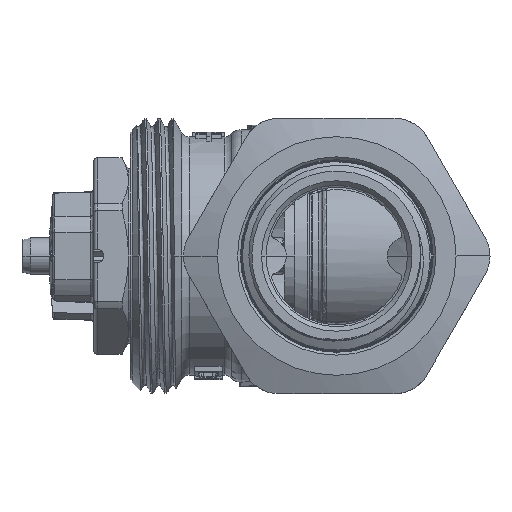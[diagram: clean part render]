
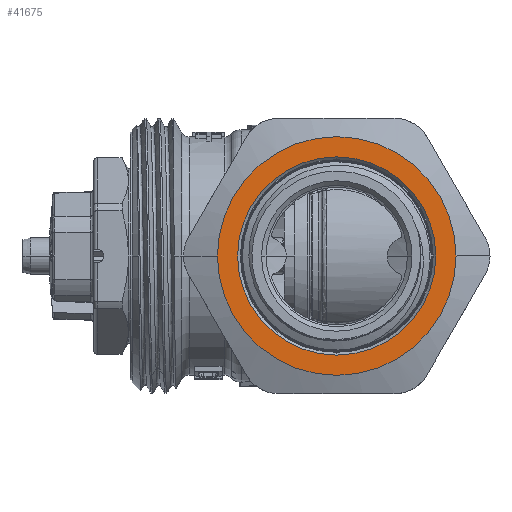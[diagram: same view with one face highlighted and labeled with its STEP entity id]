
A CAD part, left-side view. The second image highlights one B-rep face of the part: STEP entity #41675.
In plain terms, the highlighted planar face has unit normal (-1, 0, 0).
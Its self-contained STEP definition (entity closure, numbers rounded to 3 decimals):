
#9509=CARTESIAN_POINT('',(-31.65,0.,0.));
#9510=DIRECTION('',(-1.,0.,0.));
#9511=DIRECTION('',(0.,-1.,0.));
#9512=AXIS2_PLACEMENT_3D('',#9509,#9510,#9511);
#9514=CARTESIAN_POINT('',(-31.65,0.,0.));
#9515=DIRECTION('',(-1.,0.,0.));
#9516=DIRECTION('',(0.,1.,0.));
#9517=AXIS2_PLACEMENT_3D('',#9514,#9515,#9516);
#9659=CARTESIAN_POINT('',(-31.65,0.,0.));
#9660=DIRECTION('',(-1.,0.,0.));
#9661=DIRECTION('',(0.,0.,-1.));
#9662=AXIS2_PLACEMENT_3D('',#9659,#9660,#9661);
#9669=CARTESIAN_POINT('',(-31.65,0.,0.));
#9670=DIRECTION('',(-1.,0.,0.));
#9671=DIRECTION('',(0.,0.,1.));
#9672=AXIS2_PLACEMENT_3D('',#9669,#9670,#9671);
#30047=CARTESIAN_POINT('',(-31.65,0.,-10.8));
#30048=CARTESIAN_POINT('',(-31.65,0.,10.8));
#30049=VERTEX_POINT('',#30047);
#30050=VERTEX_POINT('',#30048);
#30055=CARTESIAN_POINT('',(-31.65,-13.,0.));
#30056=CARTESIAN_POINT('',(-31.65,13.,0.));
#30057=VERTEX_POINT('',#30055);
#30058=VERTEX_POINT('',#30056);
#41659=CARTESIAN_POINT('',(-31.65,0.,0.));
#41660=DIRECTION('',(1.,0.,0.));
#41661=DIRECTION('',(0.,1.,0.));
#41662=AXIS2_PLACEMENT_3D('',#41659,#41660,#41661);
#41663=PLANE('',#41662);
#41664=ORIENTED_EDGE('',*,*,#41643,.F.);
#41666=ORIENTED_EDGE('',*,*,#41665,.F.);
#41667=EDGE_LOOP('',(#41664,#41666));
#41668=FACE_OUTER_BOUND('',#41667,.F.);
#41670=ORIENTED_EDGE('',*,*,#41669,.T.);
#41672=ORIENTED_EDGE('',*,*,#41671,.T.);
#41673=EDGE_LOOP('',(#41670,#41672));
#41674=FACE_BOUND('',#41673,.F.);
#41675=ADVANCED_FACE('',(#41668,#41674),#41663,.F.);
#9513=CIRCLE('',#9512,13.);
#9518=CIRCLE('',#9517,13.);
#9663=CIRCLE('',#9662,10.8);
#9673=CIRCLE('',#9672,10.8);
#41643=EDGE_CURVE('',#30057,#30058,#9513,.T.);
#41665=EDGE_CURVE('',#30058,#30057,#9518,.T.);
#41669=EDGE_CURVE('',#30049,#30050,#9663,.T.);
#41671=EDGE_CURVE('',#30050,#30049,#9673,.T.);
